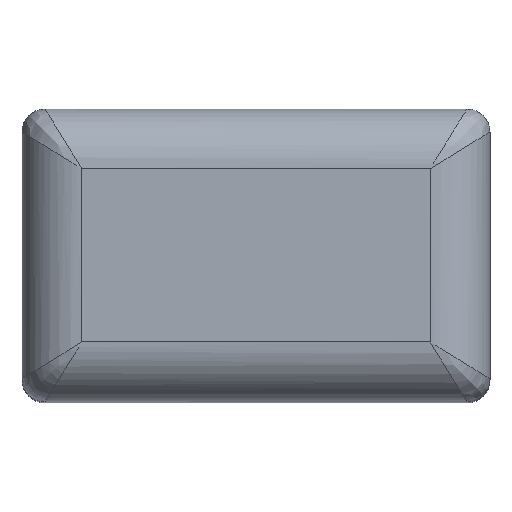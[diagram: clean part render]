
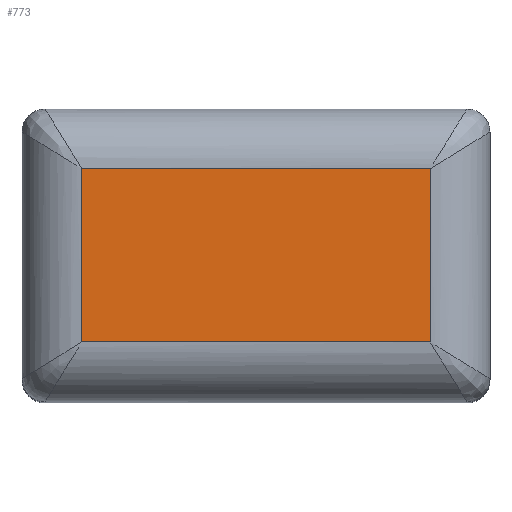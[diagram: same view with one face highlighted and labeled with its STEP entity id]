
A CAD part, top view. The second image highlights one B-rep face of the part: STEP entity #773.
In plain terms, the highlighted planar face has unit normal (0, 0, 1).
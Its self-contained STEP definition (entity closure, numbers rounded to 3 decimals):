
#36=PLANE('',#853);
#46=LINE('',#1330,#98);
#49=LINE('',#1334,#101);
#51=LINE('',#1337,#103);
#53=LINE('',#1340,#105);
#98=VECTOR('',#964,10.);
#101=VECTOR('',#969,10.);
#103=VECTOR('',#973,10.);
#105=VECTOR('',#977,10.);
#188=FACE_OUTER_BOUND('',#242,.T.);
#242=EDGE_LOOP('',(#575,#576,#577,#578));
#347=VERTEX_POINT('',#1233);
#350=VERTEX_POINT('',#1264);
#353=VERTEX_POINT('',#1295);
#356=VERTEX_POINT('',#1326);
#421=EDGE_CURVE('',#347,#356,#46,.T.);
#424=EDGE_CURVE('',#356,#353,#49,.T.);
#426=EDGE_CURVE('',#353,#350,#51,.T.);
#428=EDGE_CURVE('',#350,#347,#53,.T.);
#575=ORIENTED_EDGE('',*,*,#421,.F.);
#576=ORIENTED_EDGE('',*,*,#428,.F.);
#577=ORIENTED_EDGE('',*,*,#426,.F.);
#578=ORIENTED_EDGE('',*,*,#424,.F.);
#773=ADVANCED_FACE('',(#188),#36,.T.);
#853=AXIS2_PLACEMENT_3D('',#1371,#1005,#1006);
#964=DIRECTION('',(0.,1.,0.));
#969=DIRECTION('',(1.,0.,0.));
#973=DIRECTION('',(0.,-1.,0.));
#977=DIRECTION('',(-1.,0.,0.));
#1005=DIRECTION('center_axis',(0.,0.,1.));
#1006=DIRECTION('ref_axis',(1.,0.,0.));
#1233=CARTESIAN_POINT('',(-0.62,-0.94,7.36));
#1264=CARTESIAN_POINT('',(3.16,-0.94,7.36));
#1295=CARTESIAN_POINT('',(3.16,0.94,7.36));
#1326=CARTESIAN_POINT('',(-0.62,0.94,7.36));
#1330=CARTESIAN_POINT('',(-0.62,0.795,7.36));
#1334=CARTESIAN_POINT('',(2.54,0.94,7.36));
#1337=CARTESIAN_POINT('',(3.16,-0.795,7.36));
#1340=CARTESIAN_POINT('',(0.,-0.94,7.36));
#1371=CARTESIAN_POINT('Origin',(1.27,0.,7.36));
